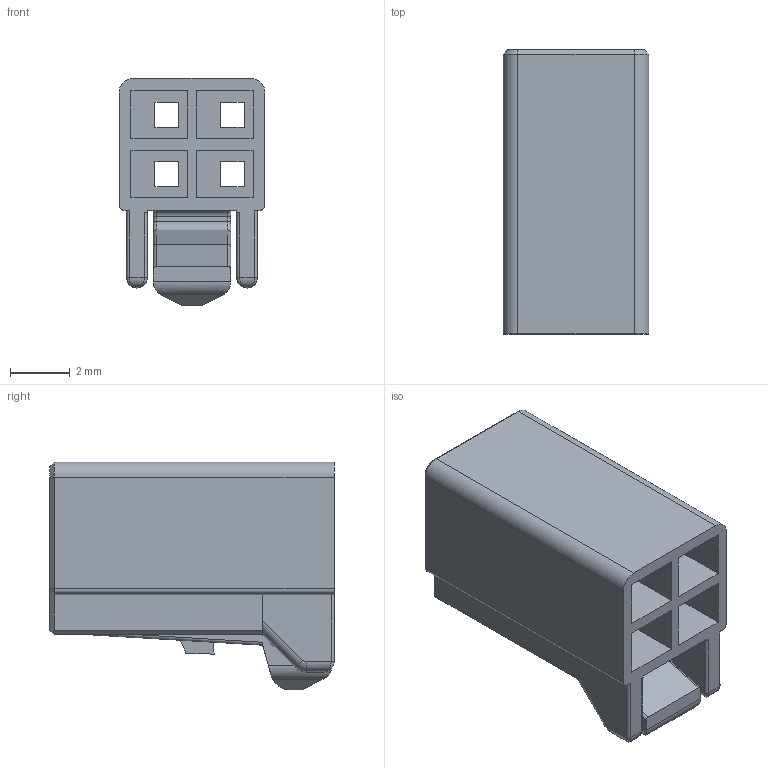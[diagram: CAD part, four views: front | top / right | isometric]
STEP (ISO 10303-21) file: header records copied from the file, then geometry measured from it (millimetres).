
FILE_DESCRIPTION(('CoCreate Modeling STEP Export'),'2;1');
FILE_NAME('DF62C-4S-2.2C.stp','2013-11-05T18:53:33',(''),(''),'CoCreate Modeling STEP processor for AP214 (Solid Model)','CoCreate Modeling 17.0 01-Apr-2010 (C) Parametric Technology GmbH','');
FILE_SCHEMA(('AUTOMOTIVE_DESIGN { 1 0 10303 214 1 1 1 1 }'));
Length unit declared in the file: millimetre
Products named in the file (1): DF62C-4S-2.2C
Bounding box: 4.9 x 9.55 x 7.65 mm (x, y, z)
Volume: 131.3 mm3; surface area: 602.6 mm2
Topology: 1 solids, 1 shells, 141 faces, 364 edges, 226 vertices
Faces by surface type: plane 88, cylinder 31, torus 10, bspline 4, cone 4, extrusion 4
Entity records: 5099 total; most frequent: CARTESIAN_POINT 1679, ORIENTED_EDGE 720, DIRECTION 674, EDGE_CURVE 360, VECTOR 272, LINE 268, VERTEX_POINT 226, AXIS2_PLACEMENT_3D 201
